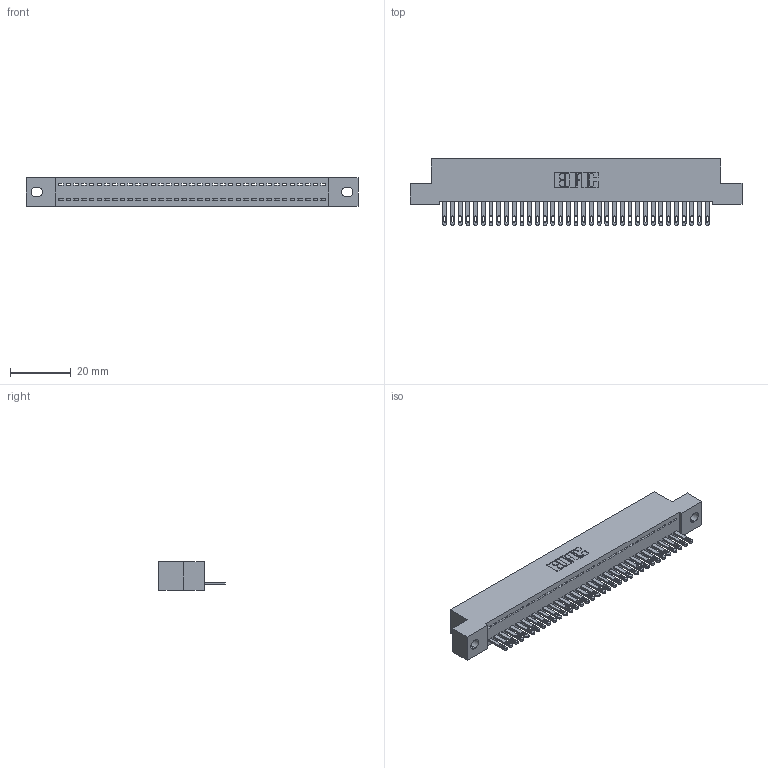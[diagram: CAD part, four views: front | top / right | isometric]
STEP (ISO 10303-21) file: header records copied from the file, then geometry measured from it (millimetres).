
FILE_DESCRIPTION (( 'STEP AP203' ), '1' );
FILE_NAME ('892-035-500-102.STEP', '2020-09-21T15:45:05', ( '' ), ( '' ), 'SwSTEP 2.0', 'SolidWorks 2020', '' );
FILE_SCHEMA (( 'CONFIG_CONTROL_DESIGN' ));
Length unit declared in the file: inch
Products named in the file (3): 842 Part_.128 Slot; 892-035-500-102; 345-292-001_345-293-100
Assembly tree (36 placements, depth 2):
  892-035-500-102
    842 Part_.128 Slot
    345-292-001_345-293-100  x35
Bounding box: 109.22 x 21.85 x 9.4 mm (x, y, z)
Volume: 9520.1 mm3; surface area: 13677.7 mm2
Topology: 36 solids, 36 shells, 2004 faces, 6191 edges, 4126 vertices
Faces by surface type: plane 1330, cylinder 674
Entity records: 22235 total; most frequent: CARTESIAN_POINT 3843, ORIENTED_EDGE 3814, DIRECTION 3257, EDGE_CURVE 1907, LINE 1775, VECTOR 1775, VERTEX_POINT 1270, AXIS2_PLACEMENT_3D 741
